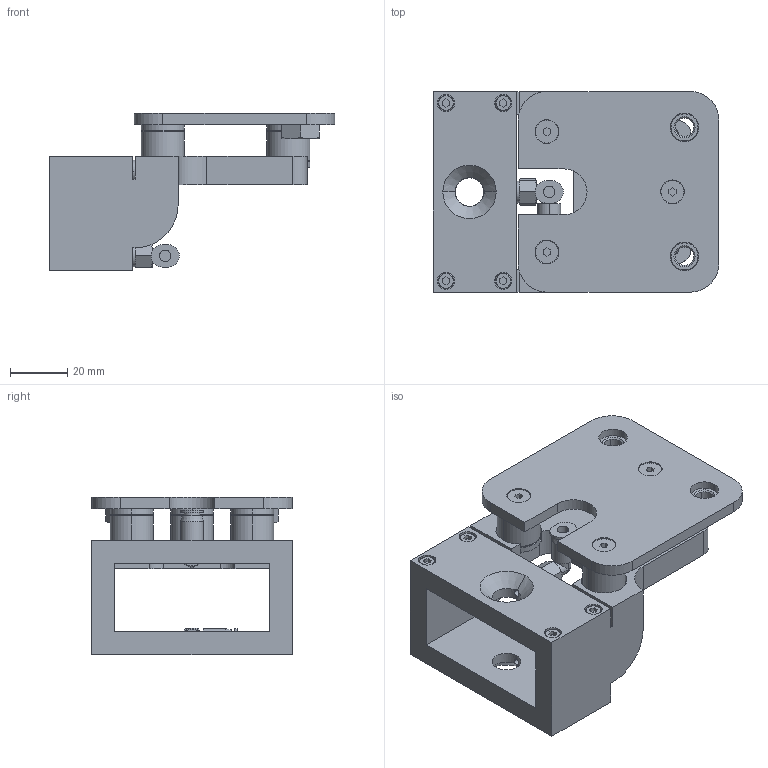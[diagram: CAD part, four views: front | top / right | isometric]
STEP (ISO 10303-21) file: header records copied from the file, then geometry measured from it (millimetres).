
FILE_DESCRIPTION((''),'2;1');
FILE_NAME('CAD0960_1','2008-02-20T',('tmarschner'),(''),'PRO/ENGINEER BY PARAMETRIC TECHNOLOGY CORPORATION, 2006300','PRO/ENGINEER BY PARAMETRIC TECHNOLOGY CORPORATION, 2006300','');
FILE_SCHEMA(('CONFIG_CONTROL_DESIGN'));
Length unit declared in the file: millimetre
Products named in the file (1): CAD0960_1
Bounding box: 99.7 x 70 x 55 mm (x, y, z)
Volume: 99417.7 mm3; surface area: 39646.1 mm2
Topology: 1 solids, 2 shells, 492 faces, 1166 edges, 736 vertices
Faces by surface type: plane 228, cylinder 156, cone 88, torus 16, sphere 4
Entity records: 17249 total; most frequent: CARTESIAN_POINT 4318, DIRECTION 2442, ORIENTED_EDGE 2324, EDGE_CURVE 1162, AXIS2_PLACEMENT_3D 910, VERTEX_POINT 736, VECTOR 622, LINE 622
